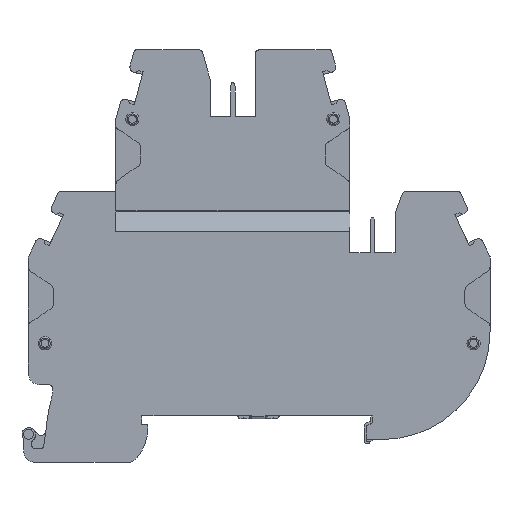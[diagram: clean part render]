
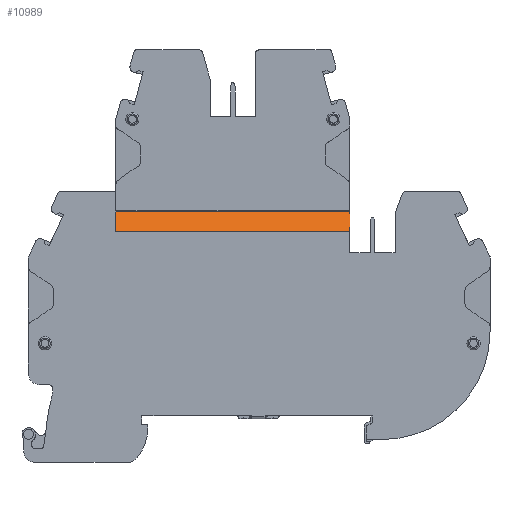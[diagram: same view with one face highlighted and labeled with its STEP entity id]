
A CAD part, front view. The second image highlights one B-rep face of the part: STEP entity #10989.
In plain terms, the highlighted planar face has unit normal (0, -0.768, 0.64).
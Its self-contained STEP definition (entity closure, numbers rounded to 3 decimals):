
#2132=ORIENTED_EDGE('',*,*,#3931,.T.);
#2133=ORIENTED_EDGE('',*,*,#3807,.T.);
#2134=ORIENTED_EDGE('',*,*,#3249,.T.);
#2135=ORIENTED_EDGE('',*,*,#3932,.T.);
#3249=EDGE_CURVE('',#4404,#4403,#5114,.T.);
#3807=EDGE_CURVE('',#4793,#4404,#5420,.T.);
#3931=EDGE_CURVE('',#4862,#4793,#5492,.T.);
#3932=EDGE_CURVE('',#4403,#4862,#5493,.T.);
#4403=VERTEX_POINT('',#14804);
#4404=VERTEX_POINT('',#14806);
#4793=VERTEX_POINT('',#16135);
#4862=VERTEX_POINT('',#16446);
#5114=LINE('',#14805,#5826);
#5420=LINE('',#16134,#6132);
#5492=LINE('',#16445,#6204);
#5493=LINE('',#16447,#6205);
#5826=VECTOR('',#12323,1000.);
#6132=VECTOR('',#13453,1000.);
#6204=VECTOR('',#13705,1000.);
#6205=VECTOR('',#13706,1000.);
#6719=EDGE_LOOP('',(#2132,#2133,#2134,#2135));
#7209=FACE_BOUND('',#6719,.T.);
#7508=PLANE('',#11769);
#10989=ADVANCED_FACE('',(#7209),#7508,.T.);
#11769=AXIS2_PLACEMENT_3D('',#16444,#13703,#13704);
#12323=DIRECTION('',(1.,0.,0.));
#13453=DIRECTION('',(0.,-0.64,-0.768));
#13703=DIRECTION('',(0.,-0.768,0.64));
#13704=DIRECTION('',(0.,-0.64,-0.768));
#13705=DIRECTION('',(-1.,0.,0.));
#13706=DIRECTION('',(0.,0.64,0.768));
#14804=CARTESIAN_POINT('',(-9.,-2.5,7.8));
#14805=CARTESIAN_POINT('',(-103.808,-2.5,7.8));
#14806=CARTESIAN_POINT('',(-44.5,-2.5,7.8));
#16134=CARTESIAN_POINT('',(-44.5,-2.5,7.8));
#16135=CARTESIAN_POINT('',(-44.5,-0.058,10.73));
#16444=CARTESIAN_POINT('',(-103.808,-2.5,7.8));
#16445=CARTESIAN_POINT('',(-103.808,-0.058,10.73));
#16446=CARTESIAN_POINT('',(-9.,-0.058,10.73));
#16447=CARTESIAN_POINT('',(-9.,-2.5,7.8));
